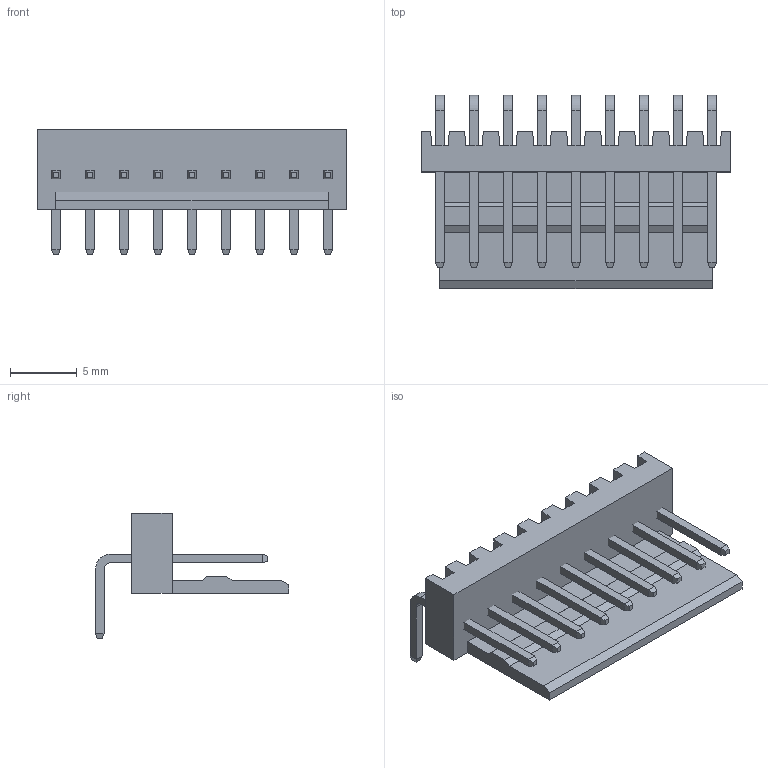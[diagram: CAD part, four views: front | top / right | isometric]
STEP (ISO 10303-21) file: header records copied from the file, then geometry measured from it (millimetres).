
FILE_DESCRIPTION(('STEP AP214'), '1');
FILE_NAME('DS1070-2MRV6A', '2018-03-24T09:37:52', ('Nobody'), (''), 'ASCON STEP Converter 1.3', 'ASCON Math Kernel', '');
FILE_SCHEMA(('AUTOMOTIVE_DESIGN { 1 0 10303 214 3 1 1}'));
Length unit declared in the file: millimetre
Assembly tree (10 placements, depth 2):
  (unnamed)
    (unnamed)
    (unnamed)  x9
Bounding box: 23.11 x 14.42 x 9.4 mm (x, y, z)
Volume: 597.1 mm3; surface area: 1317.4 mm2
Topology: 10 solids, 10 shells, 213 faces, 507 edges, 314 vertices
Faces by surface type: plane 195, cylinder 18
Entity records: 3025 total; most frequent: CARTESIAN_POINT 389, ORIENTED_EDGE 374, DIRECTION 351, EDGE_CURVE 187, LINE 183, VECTOR 183, VERTEX_POINT 122, AXIS2_PLACEMENT_3D 84
